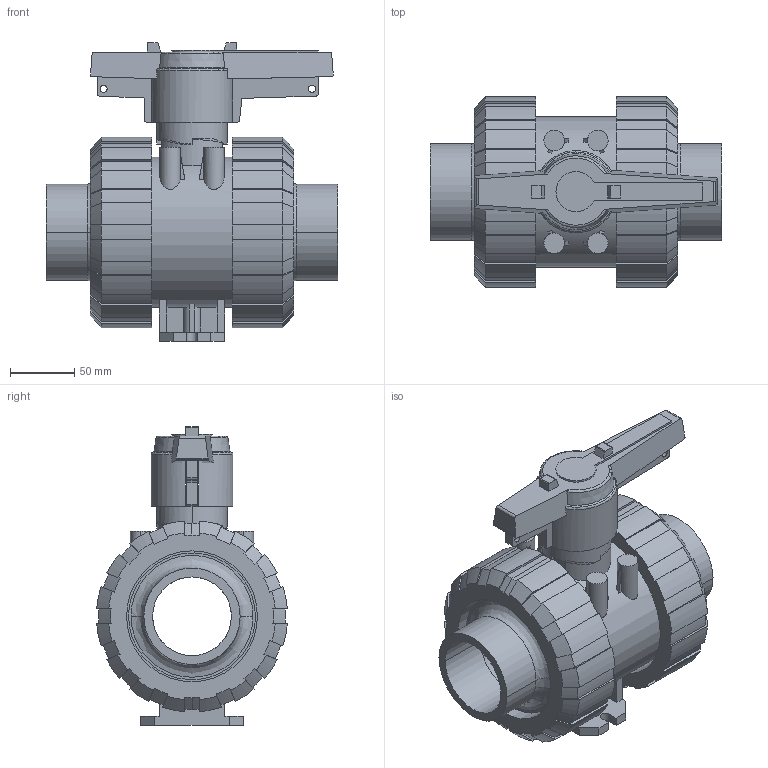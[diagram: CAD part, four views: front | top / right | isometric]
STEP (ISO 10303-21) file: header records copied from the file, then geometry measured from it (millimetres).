
FILE_DESCRIPTION(('STEP AP214'),'1');
FILE_NAME('cctmp_BFBD69B7-D584-4B5B-9A0D-6347F1019927_2021_10_22_07_26_23_0278..stp','2021-10-22T05:26:24',('Praher Valves GmbH'),('CADClick - www.CADClick.com'),'Spatial InterOp 3D',' ','unknown authorization');
FILE_SCHEMA(('AUTOMOTIVE_DESIGN'));
Length unit declared in the file: millimetre
Products named in the file (7): cc_unnamed; 210525_5; 210525_4; 210525_3; 210525_2; 210525_1; 210525
Assembly tree (6 placements, depth 2):
  cc_unnamed
    210525_5
    210525_4
    210525_3
    210525_2
    210525_1
    210525
Bounding box: 227 x 148.54 x 232.83 mm (x, y, z)
Volume: 2077469 mm3; surface area: 349202.5 mm2
Topology: 6 solids, 6 shells, 458 faces, 1297 edges, 860 vertices
Faces by surface type: plane 222, cylinder 120, cone 80, bspline 28, torus 8
Entity records: 20366 total; most frequent: CARTESIAN_POINT 4905, ORIENTED_EDGE 2594, DIRECTION 2327, EDGE_CURVE 1297, VERTEX_POINT 860, AXIS2_PLACEMENT_3D 833, LINE 661, VECTOR 661
